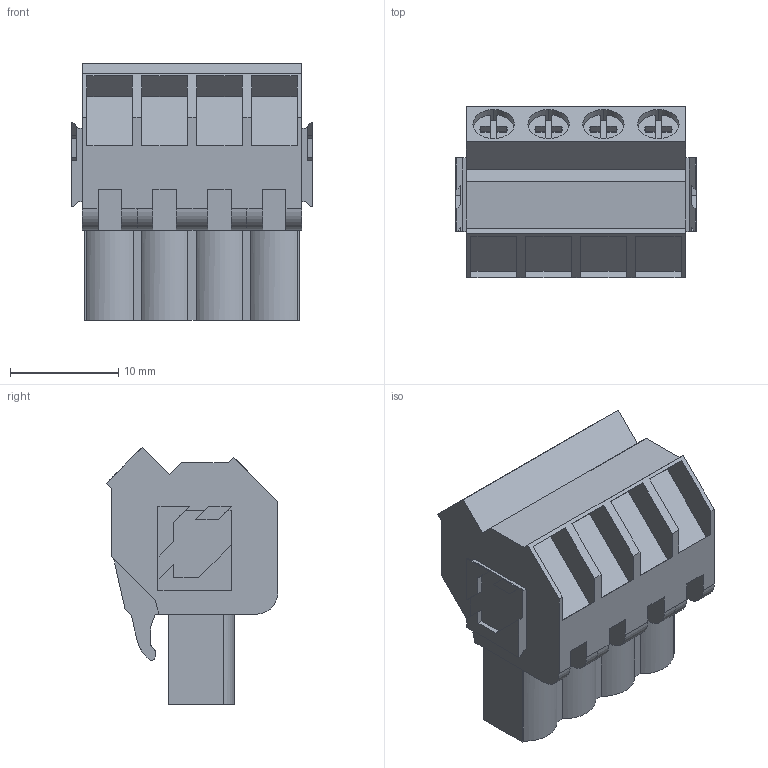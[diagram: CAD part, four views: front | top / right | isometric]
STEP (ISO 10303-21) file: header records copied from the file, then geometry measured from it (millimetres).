
FILE_DESCRIPTION(('CATIA V5 STEP Exchange','CAx-IF Rec.Pracs.--- Model Styling and Organization---1.2---2011-12-15'),'2;1');
FILE_NAME ('D1460027_0_1945770000_1945770000.stp','2017-09-23T16:03:24+00:00',('none'),('Weidmueller'),'CATIA Version 5-6 Release 2014','CATIA V5 STEP AP214','none');
FILE_SCHEMA(('AUTOMOTIVE_DESIGN { 1 0 10303 214 1 1 1 1 }'));
Length unit declared in the file: millimetre
Products named in the file (1): 1945770000
Bounding box: 22.27 x 15.88 x 23.77 mm (x, y, z)
Volume: 4456.5 mm3; surface area: 2840.3 mm2
Topology: 5 solids, 5 shells, 294 faces, 835 edges, 562 vertices
Faces by surface type: plane 243, cylinder 47, extrusion 4
Entity records: 9077 total; most frequent: CARTESIAN_POINT 1737, ORIENTED_EDGE 1670, DIRECTION 1239, EDGE_CURVE 835, VECTOR 723, LINE 719, VERTEX_POINT 562, AXIS2_PLACEMENT_3D 311
